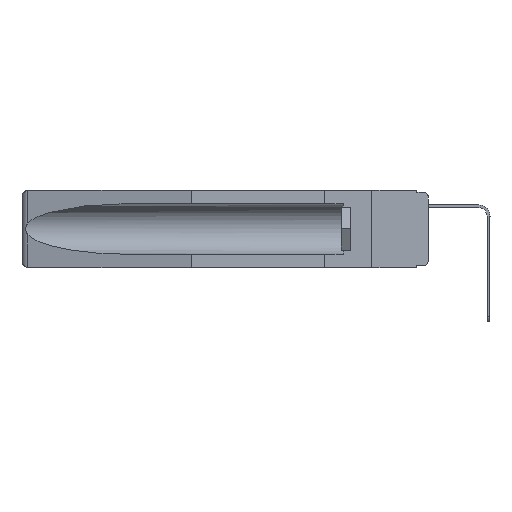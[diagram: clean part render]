
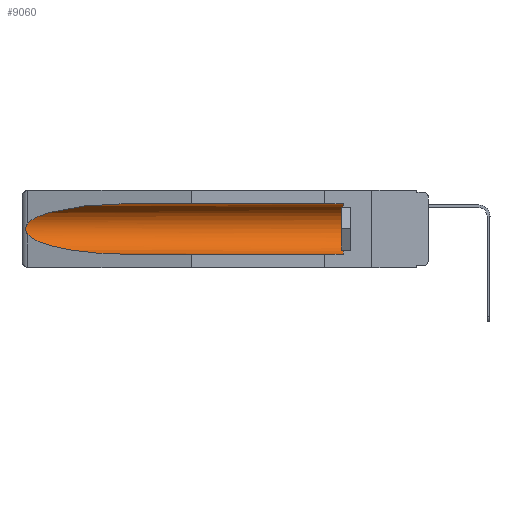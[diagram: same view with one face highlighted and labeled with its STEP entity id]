
A CAD part, left-side view. The second image highlights one B-rep face of the part: STEP entity #9060.
In plain terms, the highlighted cylindrical face has radius 2.857 mm (diameter 5.715 mm), a partial arc.
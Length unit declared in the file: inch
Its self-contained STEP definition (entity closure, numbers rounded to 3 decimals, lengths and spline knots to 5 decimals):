
#1532 = AXIS2_PLACEMENT_3D ( 'NONE', #13511, #20162, #8787 ) ;
#1888 = CARTESIAN_POINT ( 'NONE',  ( 0.155, -0.30754, -0.059 ) ) ;
#2280 = CARTESIAN_POINT ( 'NONE',  ( 0.26537, 1.52718, -0.14972 ) ) ;
#2350 = VECTOR ( 'NONE', #19584, 39.37008 ) ;
#2497 = CARTESIAN_POINT ( 'NONE',  ( 0.26537, 1.52718, -0.19328 ) ) ;
#2516 = EDGE_CURVE ( 'NONE', #14312, #9670, #15926, .T. ) ;
#2673 = CARTESIAN_POINT ( 'NONE',  ( 0.155, -0.30754, -0.284 ) ) ;
#2821 = VERTEX_POINT ( 'NONE', #4729 ) ;
#3139 = CIRCLE ( 'NONE', #9923, 0.1125 ) ;
#3226 =( BOUNDED_CURVE ( )  B_SPLINE_CURVE ( 3, ( #4048, #12080, #15341, #16961 ),
 .UNSPECIFIED., .F., .F. ) 
 B_SPLINE_CURVE_WITH_KNOTS ( ( 4, 4 ),
 ( 0.1948, 1.5708 ),
 .UNSPECIFIED. ) 
 CURVE ( )  GEOMETRIC_REPRESENTATION_ITEM ( )  RATIONAL_B_SPLINE_CURVE ( ( 1., 0.848, 0.848, 1. ) ) 
 REPRESENTATION_ITEM ( '' )  );
#3522 = CARTESIAN_POINT ( 'NONE',  ( 0.26537, 1.52718, -0.14972 ) ) ;
#4048 = CARTESIAN_POINT ( 'NONE',  ( 0.26537, 1.52718, -0.19328 ) ) ;
#4092 = CYLINDRICAL_SURFACE ( 'NONE', #1532, 0.1125 ) ;
#4241 = VERTEX_POINT ( 'NONE', #16709 ) ;
#4729 = CARTESIAN_POINT ( 'NONE',  ( 0.155, 0.126, -0.059 ) ) ;
#4770 = VECTOR ( 'NONE', #6010, 39.37008 ) ;
#5480 = CARTESIAN_POINT ( 'NONE',  ( 0.26597, 1.5296, -0.19026 ) ) ;
#5620 = CARTESIAN_POINT ( 'NONE',  ( 0.2675, 1.53308, -0.16763 ) ) ;
#6010 = DIRECTION ( 'NONE',  ( 0., 1., 0. ) ) ;
#6405 = EDGE_CURVE ( 'NONE', #2821, #14312, #14232, .T. ) ;
#6712 = CARTESIAN_POINT ( 'NONE',  ( 0.21114, 1.30732, -0.059 ) ) ;
#7990 = EDGE_LOOP ( 'NONE', ( #8777, #8048, #9590, #8298, #10742, #17448 ) ) ;
#8048 = ORIENTED_EDGE ( 'NONE', *, *, #9106, .T. ) ;
#8298 = ORIENTED_EDGE ( 'NONE', *, *, #17566, .F. ) ;
#8350 = CARTESIAN_POINT ( 'NONE',  ( 0.155, 1.07973, -0.059 ) ) ;
#8777 = ORIENTED_EDGE ( 'NONE', *, *, #2516, .T. ) ;
#8787 = DIRECTION ( 'NONE',  ( 0., 0., 1. ) ) ;
#8924 = CARTESIAN_POINT ( 'NONE',  ( 0.2673, 1.53269, -0.17917 ) ) ;
#9060 = ADVANCED_FACE ( 'NONE', ( #15203 ), #4092, .F. ) ;
#9106 = EDGE_CURVE ( 'NONE', #9670, #12599, #16557, .T. ) ;
#9393 = DIRECTION ( 'NONE',  ( 0., 0., 1. ) ) ;
#9590 = ORIENTED_EDGE ( 'NONE', *, *, #9910, .T. ) ;
#9670 = VERTEX_POINT ( 'NONE', #13499 ) ;
#9910 = EDGE_CURVE ( 'NONE', #12599, #4241, #3226, .T. ) ;
#9923 = AXIS2_PLACEMENT_3D ( 'NONE', #15824, #19232, #9393 ) ;
#10144 = CARTESIAN_POINT ( 'NONE',  ( 0.25451, 1.48313, -0.09465 ) ) ;
#10546 = CARTESIAN_POINT ( 'NONE',  ( 0.26655, 1.53094, -0.18657 ) ) ;
#10742 = ORIENTED_EDGE ( 'NONE', *, *, #13493, .T. ) ;
#11794 = LINE ( 'NONE', #2673, #4770 ) ;
#12080 = CARTESIAN_POINT ( 'NONE',  ( 0.25451, 1.48313, -0.24835 ) ) ;
#12599 = VERTEX_POINT ( 'NONE', #13369 ) ;
#13369 = CARTESIAN_POINT ( 'NONE',  ( 0.26537, 1.52718, -0.19328 ) ) ;
#13493 = EDGE_CURVE ( 'NONE', #20960, #2821, #3139, .T. ) ;
#13499 = CARTESIAN_POINT ( 'NONE',  ( 0.26537, 1.52718, -0.14972 ) ) ;
#13511 = CARTESIAN_POINT ( 'NONE',  ( 0.155, -0.30754, -0.1715 ) ) ;
#14232 = LINE ( 'NONE', #1888, #2350 ) ;
#14312 = VERTEX_POINT ( 'NONE', #8350 ) ;
#15131 = CARTESIAN_POINT ( 'NONE',  ( 0.2673, 1.5327, -0.16383 ) ) ;
#15203 = FACE_OUTER_BOUND ( 'NONE', #7990, .T. ) ;
#15283 = CARTESIAN_POINT ( 'NONE',  ( 0.26654, 1.53092, -0.15636 ) ) ;
#15341 = CARTESIAN_POINT ( 'NONE',  ( 0.21114, 1.30732, -0.284 ) ) ;
#15425 = CARTESIAN_POINT ( 'NONE',  ( 0.26597, 1.52961, -0.15275 ) ) ;
#15824 = CARTESIAN_POINT ( 'NONE',  ( 0.155, 0.126, -0.1715 ) ) ;
#15926 =( BOUNDED_CURVE ( )  B_SPLINE_CURVE ( 3, ( #17943, #6712, #10144, #3522 ),
 .UNSPECIFIED., .F., .F. ) 
 B_SPLINE_CURVE_WITH_KNOTS ( ( 4, 4 ),
 ( 4.71239, 6.08839 ),
 .UNSPECIFIED. ) 
 CURVE ( )  GEOMETRIC_REPRESENTATION_ITEM ( )  RATIONAL_B_SPLINE_CURVE ( ( 1., 0.848, 0.848, 1. ) ) 
 REPRESENTATION_ITEM ( '' )  );
#16557 = B_SPLINE_CURVE_WITH_KNOTS ( 'NONE', 3,
 ( #2280, #15425, #15283, #15131, #5620, #16973, #8924, #10546, #5480, #2497 ),
 .UNSPECIFIED., .F., .F.,
 ( 4, 2, 2, 2, 4 ),
 ( 0., 0.00029, 0.00058, 0.00087, 0.00117 ),
 .UNSPECIFIED. ) ;
#16709 = CARTESIAN_POINT ( 'NONE',  ( 0.155, 1.07973, -0.284 ) ) ;
#16961 = CARTESIAN_POINT ( 'NONE',  ( 0.155, 1.07973, -0.284 ) ) ;
#16973 = CARTESIAN_POINT ( 'NONE',  ( 0.2675, 1.53308, -0.17534 ) ) ;
#17448 = ORIENTED_EDGE ( 'NONE', *, *, #6405, .T. ) ;
#17566 = EDGE_CURVE ( 'NONE', #20960, #4241, #11794, .T. ) ;
#17943 = CARTESIAN_POINT ( 'NONE',  ( 0.155, 1.07973, -0.059 ) ) ;
#19232 = DIRECTION ( 'NONE',  ( 0., -1., 0. ) ) ;
#19584 = DIRECTION ( 'NONE',  ( 0., 1., 0. ) ) ;
#19879 = CARTESIAN_POINT ( 'NONE',  ( 0.155, 0.126, -0.284 ) ) ;
#20162 = DIRECTION ( 'NONE',  ( 0., 1., 0. ) ) ;
#20960 = VERTEX_POINT ( 'NONE', #19879 ) ;
